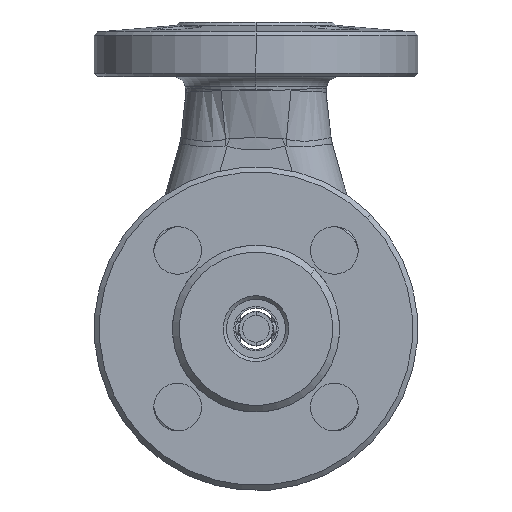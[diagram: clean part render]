
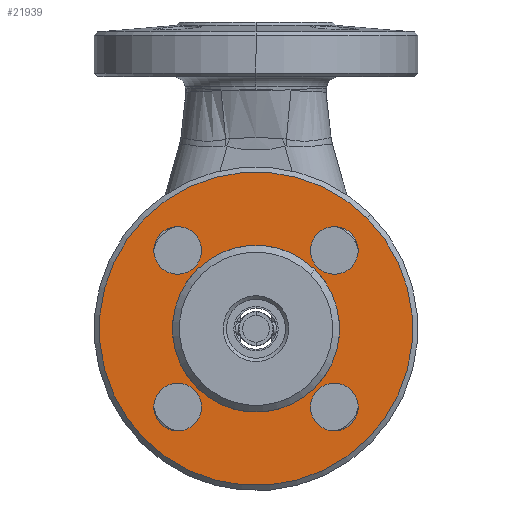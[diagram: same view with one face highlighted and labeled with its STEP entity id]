
A CAD part, front view. The second image highlights one B-rep face of the part: STEP entity #21939.
In plain terms, the highlighted planar face has unit normal (0, -1, 0).
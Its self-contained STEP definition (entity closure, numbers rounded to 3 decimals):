
#964 = EDGE_CURVE ( 'NONE', #61278, #67315, #66274, .T. ) ;
#1040 = DIRECTION ( 'NONE',  ( 0., -1., 0. ) ) ;
#2766 = ORIENTED_EDGE ( 'NONE', *, *, #74616, .T. ) ;
#3425 = DIRECTION ( 'NONE',  ( -0.707, 0., -0.707 ) ) ;
#4492 = VERTEX_POINT ( 'NONE', #56652 ) ;
#4522 = CIRCLE ( 'NONE', #65188, 46. ) ;
#4574 = DIRECTION ( 'NONE',  ( 0., 1., 0. ) ) ;
#5778 = ORIENTED_EDGE ( 'NONE', *, *, #37163, .F. ) ;
#6243 = CIRCLE ( 'NONE', #48491, 7. ) ;
#8442 = DIRECTION ( 'NONE',  ( 0., -1., 0. ) ) ;
#8919 = AXIS2_PLACEMENT_3D ( 'NONE', #74812, #39041, #3425 ) ;
#9482 = VERTEX_POINT ( 'NONE', #13032 ) ;
#9638 = CARTESIAN_POINT ( 'NONE',  ( 27.931, -56., -18.031 ) ) ;
#9936 = FACE_BOUND ( 'NONE', #29408, .T. ) ;
#10609 = AXIS2_PLACEMENT_3D ( 'NONE', #58303, #47068, #11397 ) ;
#11309 = VERTEX_POINT ( 'NONE', #23797 ) ;
#11397 = DIRECTION ( 'NONE',  ( 0.707, 0., 0.707 ) ) ;
#13032 = CARTESIAN_POINT ( 'NONE',  ( -18.031, -56., 27.931 ) ) ;
#13087 = CARTESIAN_POINT ( 'NONE',  ( 22.981, -56., -22.981 ) ) ;
#14108 = CARTESIAN_POINT ( 'NONE',  ( 22.981, -56., -22.981 ) ) ;
#14312 = EDGE_LOOP ( 'NONE', ( #5778, #19779 ) ) ;
#14860 = CIRCLE ( 'NONE', #51562, 46. ) ;
#15944 = AXIS2_PLACEMENT_3D ( 'NONE', #34282, #76021, #40272 ) ;
#16890 = EDGE_LOOP ( 'NONE', ( #56227, #71964 ) ) ;
#16955 = EDGE_CURVE ( 'NONE', #34613, #11309, #54029, .T. ) ;
#17520 = AXIS2_PLACEMENT_3D ( 'NONE', #68006, #32257, #73993 ) ;
#18191 = EDGE_CURVE ( 'NONE', #11309, #34613, #28715, .T. ) ;
#19073 = DIRECTION ( 'NONE',  ( 0.707, 0., 0.707 ) ) ;
#19460 = DIRECTION ( 'NONE',  ( 0., -1., 0. ) ) ;
#19779 = ORIENTED_EDGE ( 'NONE', *, *, #76313, .F. ) ;
#20090 = DIRECTION ( 'NONE',  ( 0.707, 0., 0.707 ) ) ;
#20423 = CARTESIAN_POINT ( 'NONE',  ( 17.327, -56., 17.327 ) ) ;
#20523 = CARTESIAN_POINT ( 'NONE',  ( 22.981, -56., 22.981 ) ) ;
#20601 = EDGE_CURVE ( 'NONE', #73422, #4492, #6243, .T. ) ;
#21873 = ORIENTED_EDGE ( 'NONE', *, *, #73980, .F. ) ;
#21933 = ORIENTED_EDGE ( 'NONE', *, *, #52897, .T. ) ;
#21939 = ADVANCED_FACE ( 'NONE', ( #75247, #25771, #73368, #9936, #71517, #55588 ), #41056, .T. ) ;
#23717 = AXIS2_PLACEMENT_3D ( 'NONE', #55154, #19460, #61176 ) ;
#23797 = CARTESIAN_POINT ( 'NONE',  ( 18.031, -56., -27.931 ) ) ;
#25112 = ORIENTED_EDGE ( 'NONE', *, *, #55290, .F. ) ;
#25311 = EDGE_CURVE ( 'NONE', #9482, #56585, #59184, .T. ) ;
#25436 = AXIS2_PLACEMENT_3D ( 'NONE', #14108, #55797, #20090 ) ;
#25771 = FACE_BOUND ( 'NONE', #70703, .T. ) ;
#26043 = VERTEX_POINT ( 'NONE', #54318 ) ;
#26519 = DIRECTION ( 'NONE',  ( 0.707, 0., 0.707 ) ) ;
#26661 = AXIS2_PLACEMENT_3D ( 'NONE', #20523, #62235, #26519 ) ;
#28715 = CIRCLE ( 'NONE', #25436, 7. ) ;
#29408 = EDGE_LOOP ( 'NONE', ( #48995, #25112 ) ) ;
#29653 = CARTESIAN_POINT ( 'NONE',  ( -22.981, -56., 22.981 ) ) ;
#29870 = DIRECTION ( 'NONE',  ( 0., 1., 0. ) ) ;
#29929 = ORIENTED_EDGE ( 'NONE', *, *, #964, .F. ) ;
#32257 = DIRECTION ( 'NONE',  ( 0., 1., 0. ) ) ;
#34282 = CARTESIAN_POINT ( 'NONE',  ( -22.981, -56., -22.981 ) ) ;
#34613 = VERTEX_POINT ( 'NONE', #9638 ) ;
#35654 = DIRECTION ( 'NONE',  ( 0.707, 0., 0.707 ) ) ;
#35972 = ORIENTED_EDGE ( 'NONE', *, *, #36600, .F. ) ;
#36600 = EDGE_CURVE ( 'NONE', #67315, #61278, #37138, .T. ) ;
#36667 = CARTESIAN_POINT ( 'NONE',  ( -22.981, -56., -22.981 ) ) ;
#37041 = VERTEX_POINT ( 'NONE', #43619 ) ;
#37138 = CIRCLE ( 'NONE', #26661, 7. ) ;
#37163 = EDGE_CURVE ( 'NONE', #67092, #37041, #4522, .T. ) ;
#37503 = CIRCLE ( 'NONE', #8919, 24.504 ) ;
#39041 = DIRECTION ( 'NONE',  ( 0., 1., 0. ) ) ;
#40201 = CARTESIAN_POINT ( 'NONE',  ( 0., -56., 0. ) ) ;
#40272 = DIRECTION ( 'NONE',  ( 0.707, 0., 0.707 ) ) ;
#41056 = PLANE ( 'NONE',  #10609 ) ;
#42637 = DIRECTION ( 'NONE',  ( 0.707, 0., 0.707 ) ) ;
#43619 = CARTESIAN_POINT ( 'NONE',  ( 32.527, -56., 32.527 ) ) ;
#43858 = CIRCLE ( 'NONE', #15944, 7. ) ;
#44084 = CARTESIAN_POINT ( 'NONE',  ( 22.981, -56., 22.981 ) ) ;
#44854 = EDGE_LOOP ( 'NONE', ( #35972, #29929 ) ) ;
#46201 = AXIS2_PLACEMENT_3D ( 'NONE', #44084, #8442, #50075 ) ;
#46215 = DIRECTION ( 'NONE',  ( -0.707, 0., -0.707 ) ) ;
#47068 = DIRECTION ( 'NONE',  ( 0., -1., 0. ) ) ;
#48491 = AXIS2_PLACEMENT_3D ( 'NONE', #36667, #1040, #42637 ) ;
#48995 = ORIENTED_EDGE ( 'NONE', *, *, #20601, .F. ) ;
#50075 = DIRECTION ( 'NONE',  ( 0.707, 0., 0.707 ) ) ;
#50961 = ORIENTED_EDGE ( 'NONE', *, *, #25311, .F. ) ;
#51098 = CARTESIAN_POINT ( 'NONE',  ( 18.031, -56., 18.031 ) ) ;
#51562 = AXIS2_PLACEMENT_3D ( 'NONE', #65623, #29870, #71629 ) ;
#52897 = EDGE_CURVE ( 'NONE', #26043, #57845, #37503, .T. ) ;
#54029 = CIRCLE ( 'NONE', #59371, 7. ) ;
#54171 = CARTESIAN_POINT ( 'NONE',  ( 27.931, -56., 27.931 ) ) ;
#54318 = CARTESIAN_POINT ( 'NONE',  ( -17.327, -56., -17.327 ) ) ;
#54756 = DIRECTION ( 'NONE',  ( 0., -1., 0. ) ) ;
#55154 = CARTESIAN_POINT ( 'NONE',  ( -22.981, -56., 22.981 ) ) ;
#55290 = EDGE_CURVE ( 'NONE', #4492, #73422, #43858, .T. ) ;
#55588 = FACE_OUTER_BOUND ( 'NONE', #14312, .T. ) ;
#55797 = DIRECTION ( 'NONE',  ( 0., -1., 0. ) ) ;
#56227 = ORIENTED_EDGE ( 'NONE', *, *, #16955, .F. ) ;
#56585 = VERTEX_POINT ( 'NONE', #69353 ) ;
#56652 = CARTESIAN_POINT ( 'NONE',  ( -27.931, -56., -27.931 ) ) ;
#57845 = VERTEX_POINT ( 'NONE', #20423 ) ;
#58281 = CIRCLE ( 'NONE', #23717, 7. ) ;
#58303 = CARTESIAN_POINT ( 'NONE',  ( -32.527, -56., 32.527 ) ) ;
#59184 = CIRCLE ( 'NONE', #66676, 7. ) ;
#59371 = AXIS2_PLACEMENT_3D ( 'NONE', #13087, #54756, #19073 ) ;
#59965 = EDGE_LOOP ( 'NONE', ( #21933, #2766 ) ) ;
#61176 = DIRECTION ( 'NONE',  ( 0.707, 0., 0.707 ) ) ;
#61278 = VERTEX_POINT ( 'NONE', #51098 ) ;
#62235 = DIRECTION ( 'NONE',  ( 0., -1., 0. ) ) ;
#65188 = AXIS2_PLACEMENT_3D ( 'NONE', #40201, #4574, #46215 ) ;
#65623 = CARTESIAN_POINT ( 'NONE',  ( 0., -56., 0. ) ) ;
#66274 = CIRCLE ( 'NONE', #46201, 7. ) ;
#66676 = AXIS2_PLACEMENT_3D ( 'NONE', #29653, #71410, #35654 ) ;
#67092 = VERTEX_POINT ( 'NONE', #75621 ) ;
#67315 = VERTEX_POINT ( 'NONE', #54171 ) ;
#68006 = CARTESIAN_POINT ( 'NONE',  ( 0., -56., 0. ) ) ;
#68384 = CARTESIAN_POINT ( 'NONE',  ( -18.031, -56., -18.031 ) ) ;
#69353 = CARTESIAN_POINT ( 'NONE',  ( -27.931, -56., 18.031 ) ) ;
#70511 = CIRCLE ( 'NONE', #17520, 24.504 ) ;
#70703 = EDGE_LOOP ( 'NONE', ( #50961, #21873 ) ) ;
#71410 = DIRECTION ( 'NONE',  ( 0., -1., 0. ) ) ;
#71517 = FACE_BOUND ( 'NONE', #59965, .T. ) ;
#71629 = DIRECTION ( 'NONE',  ( -0.707, 0., -0.707 ) ) ;
#71964 = ORIENTED_EDGE ( 'NONE', *, *, #18191, .F. ) ;
#73368 = FACE_BOUND ( 'NONE', #16890, .T. ) ;
#73422 = VERTEX_POINT ( 'NONE', #68384 ) ;
#73980 = EDGE_CURVE ( 'NONE', #56585, #9482, #58281, .T. ) ;
#73993 = DIRECTION ( 'NONE',  ( -0.707, 0., -0.707 ) ) ;
#74616 = EDGE_CURVE ( 'NONE', #57845, #26043, #70511, .T. ) ;
#74812 = CARTESIAN_POINT ( 'NONE',  ( 0., -56., 0. ) ) ;
#75247 = FACE_BOUND ( 'NONE', #44854, .T. ) ;
#75621 = CARTESIAN_POINT ( 'NONE',  ( -32.527, -56., -32.527 ) ) ;
#76021 = DIRECTION ( 'NONE',  ( 0., -1., 0. ) ) ;
#76313 = EDGE_CURVE ( 'NONE', #37041, #67092, #14860, .T. ) ;
